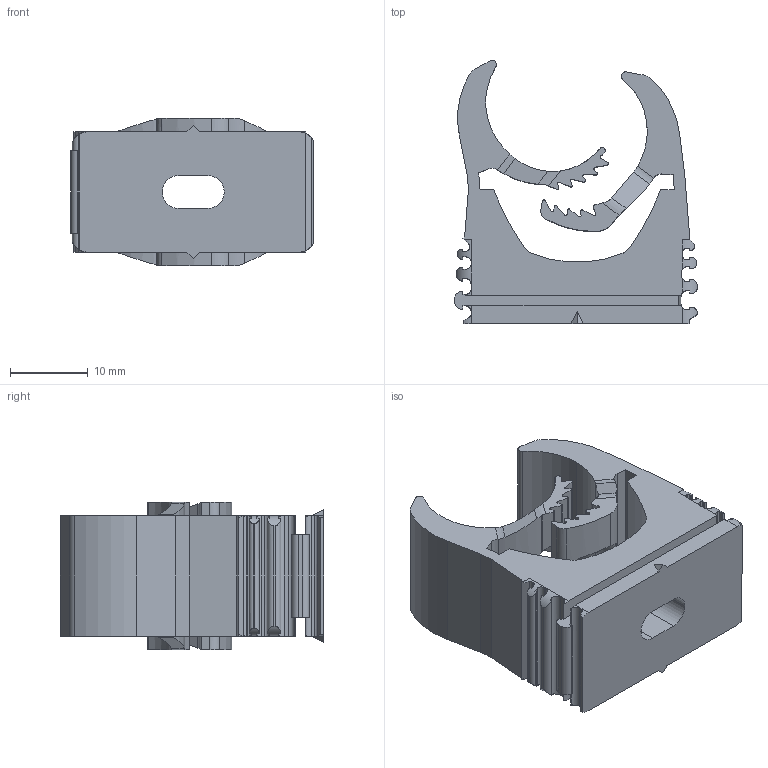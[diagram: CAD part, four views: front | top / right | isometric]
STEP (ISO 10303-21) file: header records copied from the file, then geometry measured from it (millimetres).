
FILE_DESCRIPTION (( 'STEP AP214' ), '1' );
FILE_NAME ('2153718.stp', '2017-04-20T12:42:32', ( '' ), ( '' ), 'SwSTEP 2.0', 'SolidWorks 2016', '' );
FILE_SCHEMA (( 'AUTOMOTIVE_DESIGN' ));
Length unit declared in the file: millimetre
Products named in the file (1): 2153718
Bounding box: 31.2 x 33.91 x 19 mm (x, y, z)
Volume: 7423.9 mm3; surface area: 5525.4 mm2
Topology: 1 solids, 1 shells, 311 faces, 913 edges, 604 vertices
Faces by surface type: plane 160, cylinder 151
Entity records: 10960 total; most frequent: CARTESIAN_POINT 2899, ORIENTED_EDGE 1826, DIRECTION 1549, EDGE_CURVE 913, VERTEX_POINT 604, AXIS2_PLACEMENT_3D 518, VECTOR 513, LINE 513
